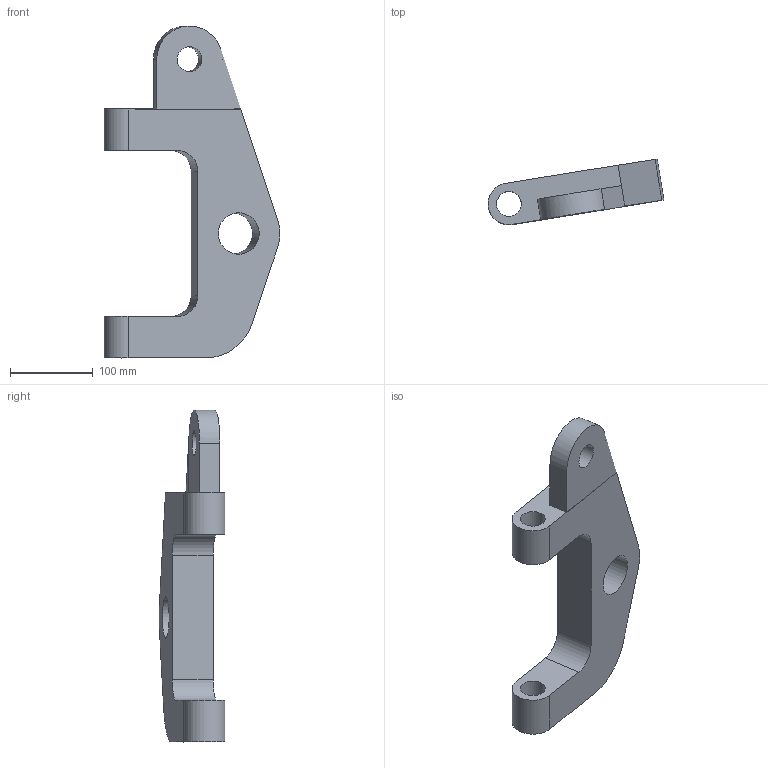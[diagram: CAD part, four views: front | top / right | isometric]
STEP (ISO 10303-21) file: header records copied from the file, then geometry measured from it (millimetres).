
FILE_DESCRIPTION(/* description */ ('','CAx-IF Rec.Pracs.---Representation and Presentation of Product Manufacturing Information (PMI)---4.0---2014-10-13'),/* implementation_level */ '2;1');
FILE_NAME(/* name */ 'LeftFrontLeanKnuckle.step',/* time_stamp */ '2024-12-16T21:09:04-05:00',/* author */ (''),/* organization */ (''),/* preprocessor_version */ 'ST-DEVELOPER v20',/* originating_system */ 'Autodesk Translation Framework v13.20.0.188',/* authorisation */ '');
FILE_SCHEMA (('AP242_MANAGED_MODEL_BASED_3D_ENGINEERING_MIM_LF { 1 0 10303 442 1 1 4 }'));
Length unit declared in the file: millimetre
Products named in the file (1): Left Front Lean Knuckle
Bounding box: 211.9 x 79.25 x 400 mm (x, y, z)
Volume: 1698109.1 mm3; surface area: 152806.2 mm2
Topology: 1 solids, 1 shells, 38 faces, 101 edges, 65 vertices
Faces by surface type: plane 23, cylinder 15
Full cylindrical faces by diameter (mm): 30 x3, 50 x1
Entity records: 1227 total; most frequent: DIRECTION 208, CARTESIAN_POINT 205, ORIENTED_EDGE 202, EDGE_CURVE 101, LINE 72, VECTOR 72, AXIS2_PLACEMENT_3D 68, VERTEX_POINT 65
